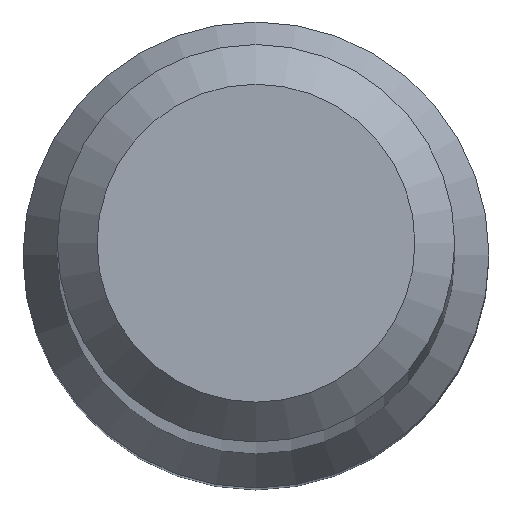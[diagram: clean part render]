
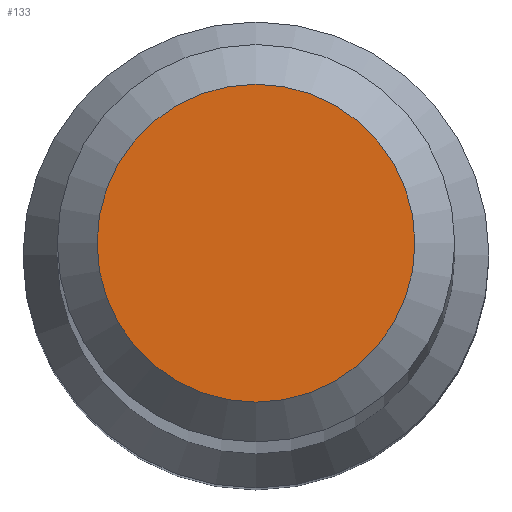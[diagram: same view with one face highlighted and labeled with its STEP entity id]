
A CAD part, top view. The second image highlights one B-rep face of the part: STEP entity #133.
In plain terms, the highlighted planar face has unit normal (0, 0, 1).
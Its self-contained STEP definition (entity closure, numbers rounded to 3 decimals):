
#9 = DIRECTION ( 'NONE',  ( 0., 0., -1. ) ) ;
#21 = ORIENTED_EDGE ( 'NONE', *, *, #187, .F. ) ;
#55 = AXIS2_PLACEMENT_3D ( 'NONE', #97, #9, #190 ) ;
#79 = CARTESIAN_POINT ( 'NONE',  ( 0., 1.6, 80. ) ) ;
#83 = DIRECTION ( 'NONE',  ( 0., 1., 0. ) ) ;
#97 = CARTESIAN_POINT ( 'NONE',  ( 0., 0., 80. ) ) ;
#113 = EDGE_LOOP ( 'NONE', ( #21 ) ) ;
#118 = CARTESIAN_POINT ( 'NONE',  ( 0., 0., 80. ) ) ;
#133 = ADVANCED_FACE ( 'NONE', ( #158 ), #156, .F. ) ;
#156 = PLANE ( 'NONE',  #161 ) ;
#158 = FACE_OUTER_BOUND ( 'NONE', #113, .T. ) ;
#161 = AXIS2_PLACEMENT_3D ( 'NONE', #118, #214, #83 ) ;
#174 = VERTEX_POINT ( 'NONE', #79 ) ;
#187 = EDGE_CURVE ( 'NONE', #174, #174, #200, .T. ) ;
#190 = DIRECTION ( 'NONE',  ( 0., 1., 0. ) ) ;
#200 = CIRCLE ( 'NONE', #55, 1.6 ) ;
#214 = DIRECTION ( 'NONE',  ( 0., 0., -1. ) ) ;
